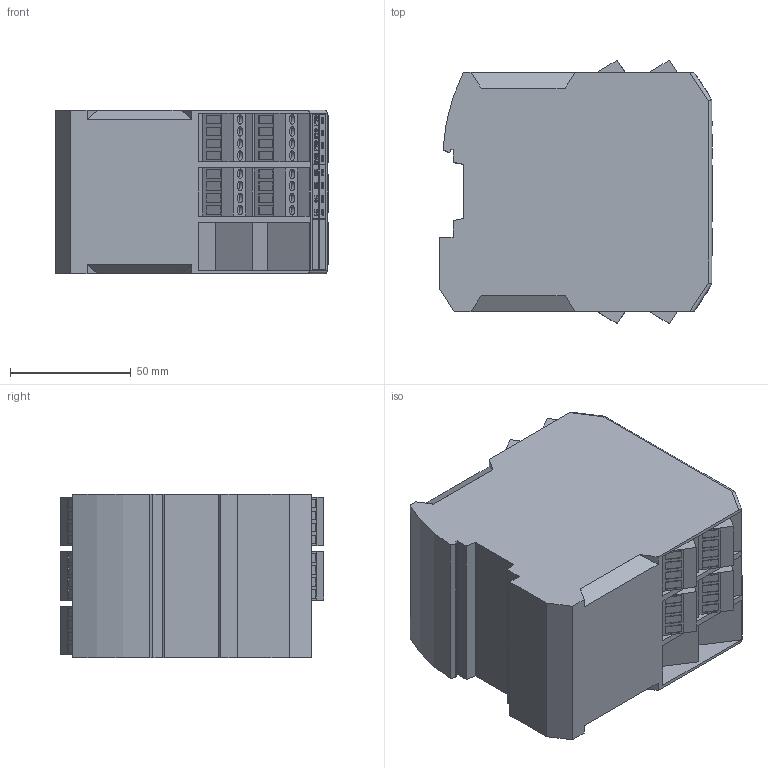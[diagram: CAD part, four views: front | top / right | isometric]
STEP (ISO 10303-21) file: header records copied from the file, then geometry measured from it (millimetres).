
FILE_DESCRIPTION (( 'STEP AP214' ), '1' );
FILE_NAME ('PSC1-C-10.STEP', '2025-10-16T14:38:41', ( '' ), ( '' ), 'SwSTEP 2.0', 'SolidWorks 2024', '' );
FILE_SCHEMA (( 'AUTOMOTIVE_DESIGN' ));
Length unit declared in the file: millimetre
Products named in the file (1): PSC1-C-10
Bounding box: 112.9 x 109.09 x 67.8 mm (x, y, z)
Volume: 704168.6 mm3; surface area: 62323 mm2
Topology: 1 solids, 1 shells, 4447 faces, 11988 edges, 7976 vertices
Faces by surface type: bspline 2127, plane 2081, cylinder 227, sphere 8, cone 4
Entity records: 155806 total; most frequent: CARTESIAN_POINT 57900, ORIENTED_EDGE 23966, DIRECTION 13023, EDGE_CURVE 11983, VERTEX_POINT 7976, LINE 7457, VECTOR 7457, EDGE_LOOP 4907
